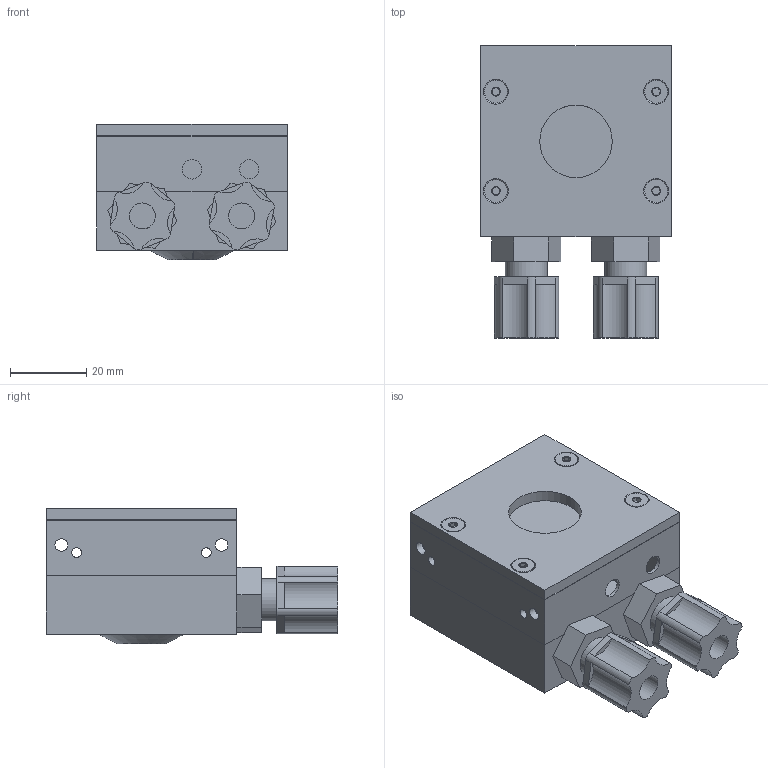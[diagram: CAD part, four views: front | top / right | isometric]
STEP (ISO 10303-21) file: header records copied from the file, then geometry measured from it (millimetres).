
FILE_DESCRIPTION (( 'STEP AP214' ), '1' );
FILE_NAME ('STEP_UP19K-200W-H9-D0.STEP', '2023-07-13T13:07:35', ( '' ), ( '' ), 'SwSTEP 2.0', 'SolidWorks 2020', '' );
FILE_SCHEMA (( 'AUTOMOTIVE_DESIGN' ));
Length unit declared in the file: millimetre
Products named in the file (1): STEP_UP19K-200W-H9-D0
Bounding box: 50 x 76.5 x 35.55 mm (x, y, z)
Volume: 26331.1 mm3; surface area: 33680.9 mm2
Topology: 17 solids, 17 shells, 253 faces, 553 edges, 347 vertices
Faces by surface type: plane 141, cylinder 69, cone 43
Full cylindrical faces by diameter (mm): 2.5 x4, 3 x4, 3.3 x4, 3.4 x4, 3.6 x4, 5 x2, 5.105 x1, 6 x4, 6.8 x2, 7.3 x1, 10.5 x2, 11 x2, 13 x1, 19 x1, 30.9 x1, 31.721 x1, 43.7 x1, 44.1 x1
Entity records: 9263 total; most frequent: CARTESIAN_POINT 1227, DIRECTION 1146, ORIENTED_EDGE 954, EDGE_CURVE 477, AXIS2_PLACEMENT_3D 445, EDGE_LOOP 375, VERTEX_POINT 326, FACE_OUTER_BOUND 293
